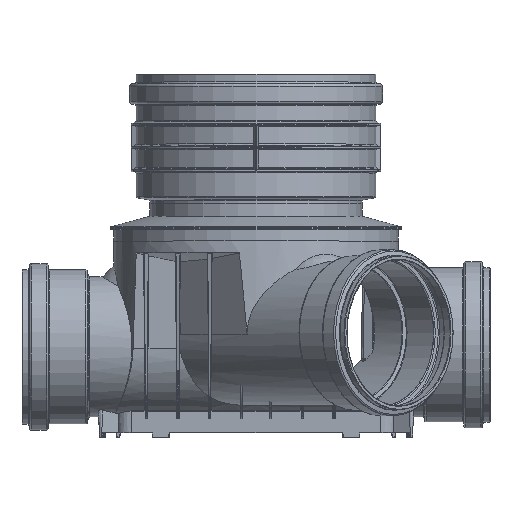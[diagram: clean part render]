
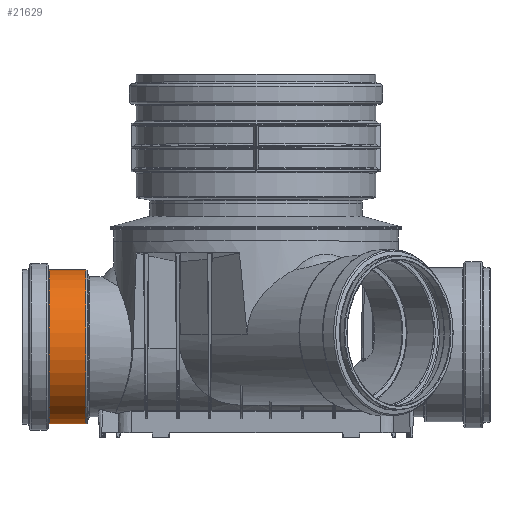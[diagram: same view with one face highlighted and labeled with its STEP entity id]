
A CAD part, top view. The second image highlights one B-rep face of the part: STEP entity #21629.
In plain terms, the highlighted cylindrical face has radius 133.25 mm (diameter 266.5 mm), a full revolution.
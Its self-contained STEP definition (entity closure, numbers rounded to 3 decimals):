
#1548=CYLINDRICAL_SURFACE('',#24328,133.25);
#3577=FACE_OUTER_BOUND('',#4941,.T.);
#4941=EDGE_LOOP('',(#20015,#20016,#20017,#20018,#20019,#20020));
#5950=LINE('',#52781,#6957);
#6957=VECTOR('',#30589,133.25);
#8178=CIRCLE('',#24325,133.25);
#8180=CIRCLE('',#24327,133.25);
#8181=CIRCLE('',#24329,133.25);
#8182=CIRCLE('',#24330,133.25);
#10141=VERTEX_POINT('',#52774);
#10142=VERTEX_POINT('',#52775);
#10143=VERTEX_POINT('',#52780);
#10144=VERTEX_POINT('',#52782);
#13438=EDGE_CURVE('',#10141,#10142,#8178,.T.);
#13440=EDGE_CURVE('',#10142,#10141,#8180,.T.);
#13441=EDGE_CURVE('',#10141,#10143,#5950,.T.);
#13442=EDGE_CURVE('',#10143,#10144,#8181,.T.);
#13443=EDGE_CURVE('',#10144,#10143,#8182,.T.);
#20015=ORIENTED_EDGE('',*,*,#13438,.F.);
#20016=ORIENTED_EDGE('',*,*,#13441,.T.);
#20017=ORIENTED_EDGE('',*,*,#13442,.T.);
#20018=ORIENTED_EDGE('',*,*,#13443,.T.);
#20019=ORIENTED_EDGE('',*,*,#13441,.F.);
#20020=ORIENTED_EDGE('',*,*,#13440,.F.);
#21629=ADVANCED_FACE('',(#3577),#1548,.T.);
#24325=AXIS2_PLACEMENT_3D('',#52776,#30581,#30582);
#24327=AXIS2_PLACEMENT_3D('',#52778,#30585,#30586);
#24328=AXIS2_PLACEMENT_3D('',#52779,#30587,#30588);
#24329=AXIS2_PLACEMENT_3D('',#52783,#30590,#30591);
#24330=AXIS2_PLACEMENT_3D('',#52784,#30592,#30593);
#30581=DIRECTION('center_axis',(-1.,0.,0.));
#30582=DIRECTION('ref_axis',(0.,0.,1.));
#30585=DIRECTION('center_axis',(-1.,0.,0.));
#30586=DIRECTION('ref_axis',(0.,0.,1.));
#30587=DIRECTION('center_axis',(-1.,0.,0.));
#30588=DIRECTION('ref_axis',(0.,1.,0.));
#30589=DIRECTION('',(1.,0.,0.));
#30590=DIRECTION('center_axis',(-1.,0.,0.));
#30591=DIRECTION('ref_axis',(0.,0.,1.));
#30592=DIRECTION('center_axis',(-1.,0.,0.));
#30593=DIRECTION('ref_axis',(0.,0.,1.));
#52774=CARTESIAN_POINT('',(-358.188,-133.25,0.));
#52775=CARTESIAN_POINT('',(-358.188,0.,-133.25));
#52776=CARTESIAN_POINT('Origin',(-358.188,0.,
0.));
#52778=CARTESIAN_POINT('Origin',(-358.188,0.,
0.));
#52779=CARTESIAN_POINT('Origin',(-326.495,0.,
0.));
#52780=CARTESIAN_POINT('',(-294.802,-133.25,0.));
#52781=CARTESIAN_POINT('',(-326.495,-133.25,0.));
#52782=CARTESIAN_POINT('',(-294.802,0.,-133.25));
#52783=CARTESIAN_POINT('Origin',(-294.802,0.,
0.));
#52784=CARTESIAN_POINT('Origin',(-294.802,0.,
0.));
